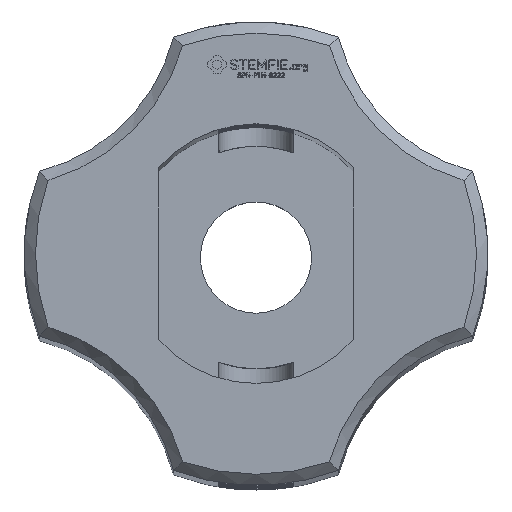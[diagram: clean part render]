
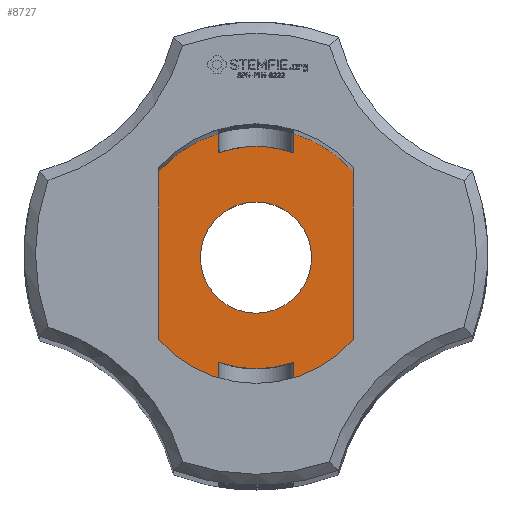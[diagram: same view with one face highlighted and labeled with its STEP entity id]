
A CAD part, top view. The second image highlights one B-rep face of the part: STEP entity #8727.
In plain terms, the highlighted planar face has unit normal (0, 0, 1).
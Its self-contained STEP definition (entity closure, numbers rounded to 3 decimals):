
#2218 = VERTEX_POINT('',#2219);
#2219 = CARTESIAN_POINT('',(2.829,0.998,11.));
#2239 = EDGE_CURVE('',#2240,#2218,#2242,.T.);
#2240 = VERTEX_POINT('',#2241);
#2241 = CARTESIAN_POINT('',(2.625,0.998,11.));
#2242 = LINE('',#2243,#2244);
#2243 = CARTESIAN_POINT('',(74.757,0.998,11.));
#2244 = VECTOR('',#2245,1.);
#2245 = DIRECTION('',(1.,0.,0.));
#2248 = VERTEX_POINT('',#2249);
#2249 = CARTESIAN_POINT('',(2.625,-0.998,11.));
#2256 = EDGE_CURVE('',#2248,#2257,#2259,.T.);
#2257 = VERTEX_POINT('',#2258);
#2258 = CARTESIAN_POINT('',(2.829,-0.998,11.));
#2259 = LINE('',#2260,#2261);
#2260 = CARTESIAN_POINT('',(74.757,-0.998,11.));
#2261 = VECTOR('',#2262,1.);
#2262 = DIRECTION('',(1.,0.,0.));
#8619 = EDGE_CURVE('',#8620,#2240,#8622,.T.);
#8620 = VERTEX_POINT('',#8621);
#8621 = CARTESIAN_POINT('',(2.625,2.315,11.));
#8622 = LINE('',#8623,#8624);
#8623 = CARTESIAN_POINT('',(2.625,2.315,11.));
#8624 = VECTOR('',#8625,1.);
#8625 = DIRECTION('',(0.,-1.,0.));
#8635 = VERTEX_POINT('',#8636);
#8636 = CARTESIAN_POINT('',(2.625,-2.315,11.));
#8642 = EDGE_CURVE('',#2248,#8635,#8643,.T.);
#8643 = LINE('',#8644,#8645);
#8644 = CARTESIAN_POINT('',(2.625,2.315,11.));
#8645 = VECTOR('',#8646,1.);
#8646 = DIRECTION('',(0.,-1.,0.));
#8714 = EDGE_CURVE('',#2218,#2257,#8715,.T.);
#8715 = CIRCLE('',#8716,3.);
#8716 = AXIS2_PLACEMENT_3D('',#8717,#8718,#8719);
#8717 = CARTESIAN_POINT('',(0.,0.,11.));
#8718 = DIRECTION('',(0.,0.,-1.));
#8719 = DIRECTION('',(0.,1.,0.));
#8727 = ADVANCED_FACE('',(#8728,#8869),#8880,.T.);
#8728 = FACE_BOUND('',#8729,.T.);
#8729 = EDGE_LOOP('',(#8730,#8731,#8732,#8733,#8734,#8743,#8751,#8760,
    #8769,#8777,#8786,#8794,#8802,#8811,#8819,#8827,#8836,#8844,#8853,
    #8861,#8868));
#8730 = ORIENTED_EDGE('',*,*,#2256,.T.);
#8731 = ORIENTED_EDGE('',*,*,#8714,.F.);
#8732 = ORIENTED_EDGE('',*,*,#2239,.F.);
#8733 = ORIENTED_EDGE('',*,*,#8619,.F.);
#8734 = ORIENTED_EDGE('',*,*,#8735,.T.);
#8735 = EDGE_CURVE('',#8620,#8736,#8738,.T.);
#8736 = VERTEX_POINT('',#8737);
#8737 = CARTESIAN_POINT('',(0.998,3.355,11.));
#8738 = CIRCLE('',#8739,3.5);
#8739 = AXIS2_PLACEMENT_3D('',#8740,#8741,#8742);
#8740 = CARTESIAN_POINT('',(0.,0.,11.));
#8741 = DIRECTION('',(0.,0.,1.));
#8742 = DIRECTION('',(1.,0.,0.));
#8743 = ORIENTED_EDGE('',*,*,#8744,.T.);
#8744 = EDGE_CURVE('',#8736,#8745,#8747,.T.);
#8745 = VERTEX_POINT('',#8746);
#8746 = CARTESIAN_POINT('',(0.998,2.829,11.));
#8747 = LINE('',#8748,#8749);
#8748 = CARTESIAN_POINT('',(0.998,-74.757,11.));
#8749 = VECTOR('',#8750,1.);
#8750 = DIRECTION('',(0.,-1.,0.));
#8751 = ORIENTED_EDGE('',*,*,#8752,.F.);
#8752 = EDGE_CURVE('',#8753,#8745,#8755,.T.);
#8753 = VERTEX_POINT('',#8754);
#8754 = CARTESIAN_POINT('',(0.,3.,11.));
#8755 = CIRCLE('',#8756,3.);
#8756 = AXIS2_PLACEMENT_3D('',#8757,#8758,#8759);
#8757 = CARTESIAN_POINT('',(0.,0.,11.));
#8758 = DIRECTION('',(0.,0.,-1.));
#8759 = DIRECTION('',(0.,1.,0.));
#8760 = ORIENTED_EDGE('',*,*,#8761,.F.);
#8761 = EDGE_CURVE('',#8762,#8753,#8764,.T.);
#8762 = VERTEX_POINT('',#8763);
#8763 = CARTESIAN_POINT('',(-0.998,2.829,11.));
#8764 = CIRCLE('',#8765,3.);
#8765 = AXIS2_PLACEMENT_3D('',#8766,#8767,#8768);
#8766 = CARTESIAN_POINT('',(0.,0.,11.));
#8767 = DIRECTION('',(0.,0.,-1.));
#8768 = DIRECTION('',(0.,1.,0.));
#8769 = ORIENTED_EDGE('',*,*,#8770,.F.);
#8770 = EDGE_CURVE('',#8771,#8762,#8773,.T.);
#8771 = VERTEX_POINT('',#8772);
#8772 = CARTESIAN_POINT('',(-0.998,3.355,11.));
#8773 = LINE('',#8774,#8775);
#8774 = CARTESIAN_POINT('',(-0.998,-74.757,11.));
#8775 = VECTOR('',#8776,1.);
#8776 = DIRECTION('',(0.,-1.,0.));
#8777 = ORIENTED_EDGE('',*,*,#8778,.T.);
#8778 = EDGE_CURVE('',#8771,#8779,#8781,.T.);
#8779 = VERTEX_POINT('',#8780);
#8780 = CARTESIAN_POINT('',(-2.625,2.315,11.));
#8781 = CIRCLE('',#8782,3.5);
#8782 = AXIS2_PLACEMENT_3D('',#8783,#8784,#8785);
#8783 = CARTESIAN_POINT('',(0.,0.,11.));
#8784 = DIRECTION('',(0.,0.,1.));
#8785 = DIRECTION('',(1.,0.,0.));
#8786 = ORIENTED_EDGE('',*,*,#8787,.T.);
#8787 = EDGE_CURVE('',#8779,#8788,#8790,.T.);
#8788 = VERTEX_POINT('',#8789);
#8789 = CARTESIAN_POINT('',(-2.625,0.998,11.));
#8790 = LINE('',#8791,#8792);
#8791 = CARTESIAN_POINT('',(-2.625,2.315,11.));
#8792 = VECTOR('',#8793,1.);
#8793 = DIRECTION('',(0.,-1.,0.));
#8794 = ORIENTED_EDGE('',*,*,#8795,.F.);
#8795 = EDGE_CURVE('',#8796,#8788,#8798,.T.);
#8796 = VERTEX_POINT('',#8797);
#8797 = CARTESIAN_POINT('',(-2.829,0.998,11.));
#8798 = LINE('',#8799,#8800);
#8799 = CARTESIAN_POINT('',(74.757,0.998,11.));
#8800 = VECTOR('',#8801,1.);
#8801 = DIRECTION('',(1.,0.,0.));
#8802 = ORIENTED_EDGE('',*,*,#8803,.F.);
#8803 = EDGE_CURVE('',#8804,#8796,#8806,.T.);
#8804 = VERTEX_POINT('',#8805);
#8805 = CARTESIAN_POINT('',(-2.829,-0.998,11.));
#8806 = CIRCLE('',#8807,3.);
#8807 = AXIS2_PLACEMENT_3D('',#8808,#8809,#8810);
#8808 = CARTESIAN_POINT('',(0.,0.,11.));
#8809 = DIRECTION('',(0.,0.,-1.));
#8810 = DIRECTION('',(0.,1.,0.));
#8811 = ORIENTED_EDGE('',*,*,#8812,.T.);
#8812 = EDGE_CURVE('',#8804,#8813,#8815,.T.);
#8813 = VERTEX_POINT('',#8814);
#8814 = CARTESIAN_POINT('',(-2.625,-0.998,11.));
#8815 = LINE('',#8816,#8817);
#8816 = CARTESIAN_POINT('',(74.757,-0.998,11.));
#8817 = VECTOR('',#8818,1.);
#8818 = DIRECTION('',(1.,0.,0.));
#8819 = ORIENTED_EDGE('',*,*,#8820,.T.);
#8820 = EDGE_CURVE('',#8813,#8821,#8823,.T.);
#8821 = VERTEX_POINT('',#8822);
#8822 = CARTESIAN_POINT('',(-2.625,-2.315,11.));
#8823 = LINE('',#8824,#8825);
#8824 = CARTESIAN_POINT('',(-2.625,2.315,11.));
#8825 = VECTOR('',#8826,1.);
#8826 = DIRECTION('',(0.,-1.,0.));
#8827 = ORIENTED_EDGE('',*,*,#8828,.T.);
#8828 = EDGE_CURVE('',#8821,#8829,#8831,.T.);
#8829 = VERTEX_POINT('',#8830);
#8830 = CARTESIAN_POINT('',(-0.998,-3.355,11.));
#8831 = CIRCLE('',#8832,3.5);
#8832 = AXIS2_PLACEMENT_3D('',#8833,#8834,#8835);
#8833 = CARTESIAN_POINT('',(0.,0.,11.));
#8834 = DIRECTION('',(0.,0.,1.));
#8835 = DIRECTION('',(1.,0.,0.));
#8836 = ORIENTED_EDGE('',*,*,#8837,.F.);
#8837 = EDGE_CURVE('',#8838,#8829,#8840,.T.);
#8838 = VERTEX_POINT('',#8839);
#8839 = CARTESIAN_POINT('',(-0.998,-2.829,11.));
#8840 = LINE('',#8841,#8842);
#8841 = CARTESIAN_POINT('',(-0.998,-74.757,11.));
#8842 = VECTOR('',#8843,1.);
#8843 = DIRECTION('',(0.,-1.,0.));
#8844 = ORIENTED_EDGE('',*,*,#8845,.F.);
#8845 = EDGE_CURVE('',#8846,#8838,#8848,.T.);
#8846 = VERTEX_POINT('',#8847);
#8847 = CARTESIAN_POINT('',(0.998,-2.829,11.));
#8848 = CIRCLE('',#8849,3.);
#8849 = AXIS2_PLACEMENT_3D('',#8850,#8851,#8852);
#8850 = CARTESIAN_POINT('',(0.,0.,11.));
#8851 = DIRECTION('',(0.,0.,-1.));
#8852 = DIRECTION('',(0.,1.,0.));
#8853 = ORIENTED_EDGE('',*,*,#8854,.T.);
#8854 = EDGE_CURVE('',#8846,#8855,#8857,.T.);
#8855 = VERTEX_POINT('',#8856);
#8856 = CARTESIAN_POINT('',(0.998,-3.355,11.));
#8857 = LINE('',#8858,#8859);
#8858 = CARTESIAN_POINT('',(0.998,-74.757,11.));
#8859 = VECTOR('',#8860,1.);
#8860 = DIRECTION('',(0.,-1.,0.));
#8861 = ORIENTED_EDGE('',*,*,#8862,.T.);
#8862 = EDGE_CURVE('',#8855,#8635,#8863,.T.);
#8863 = CIRCLE('',#8864,3.5);
#8864 = AXIS2_PLACEMENT_3D('',#8865,#8866,#8867);
#8865 = CARTESIAN_POINT('',(0.,0.,11.));
#8866 = DIRECTION('',(0.,0.,1.));
#8867 = DIRECTION('',(1.,0.,0.));
#8868 = ORIENTED_EDGE('',*,*,#8642,.F.);
#8869 = FACE_BOUND('',#8870,.T.);
#8870 = EDGE_LOOP('',(#8871));
#8871 = ORIENTED_EDGE('',*,*,#8872,.T.);
#8872 = EDGE_CURVE('',#8873,#8873,#8875,.T.);
#8873 = VERTEX_POINT('',#8874);
#8874 = CARTESIAN_POINT('',(0.,1.5,11.));
#8875 = CIRCLE('',#8876,1.5);
#8876 = AXIS2_PLACEMENT_3D('',#8877,#8878,#8879);
#8877 = CARTESIAN_POINT('',(0.,0.,11.));
#8878 = DIRECTION('',(0.,0.,-1.));
#8879 = DIRECTION('',(0.,1.,0.));
#8880 = PLANE('',#8881);
#8881 = AXIS2_PLACEMENT_3D('',#8882,#8883,#8884);
#8882 = CARTESIAN_POINT('',(0.,0.001,11.));
#8883 = DIRECTION('',(0.,0.,1.));
#8884 = DIRECTION('',(0.,1.,0.));
